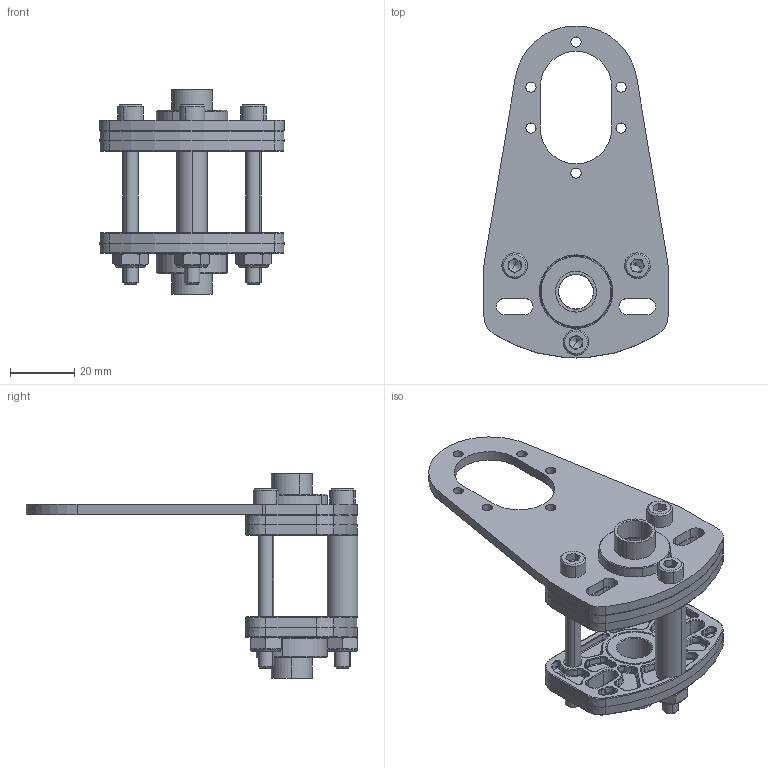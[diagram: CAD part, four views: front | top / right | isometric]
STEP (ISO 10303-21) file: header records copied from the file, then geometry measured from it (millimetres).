
FILE_DESCRIPTION (( 'STEP AP214' ), '1' );
FILE_NAME ('am-5031_1 Robits Single Motor Drop Gearbox (Fixed Fasteners).STEP', '2023-08-03T14:52:27', ( '' ), ( '' ), 'SwSTEP 2.0', 'SolidWorks 2022', '' );
FILE_SCHEMA (( 'AUTOMOTIVE_DESIGN' ));
Length unit declared in the file: inch
Products named in the file (8): am-1696 0.194 ID 0.375 OD 1.000 Long Nylon Spacer; am-5021 RoBits Bushing for 0.375IN Hex; am-5031_1 Robits Single Motor Drop Gearbox (Fixed Fasteners); am-5019 RoBits Drop Mount; am-5018_1 RoBits Drop Gearbox Single Mount; 10-32 nylock thin nut - Mcm 90633A009_90633A009; am-1698 0.430 ID 0.500 OD 0.250 Long Aluminum Spacer; 10-32x2000_shcs_HX-SHCS 0.19-32x1.375x1-C
Assembly tree (14 placements, depth 2):
  am-5031_1 Robits Single Motor Drop Gearbox (Fixed Fasteners)
    am-5018_1 RoBits Drop Gearbox Single Mount
    am-5019 RoBits Drop Mount  x2
    am-5021 RoBits Bushing for 0.375IN Hex  x2
    10-32x2000_shcs_HX-SHCS 0.19-32x1.375x1-C  x3
    10-32 nylock thin nut - Mcm 90633A009_90633A009  x3
    am-1696 0.194 ID 0.375 OD 1.000 Long Nylon Spacer
    am-1698 0.430 ID 0.500 OD 0.250 Long Aluminum Spacer  x2
Bounding box: 57.15 x 103.01 x 63.5 mm (x, y, z)
Volume: 33964.1 mm3; surface area: 31800.1 mm2
Topology: 17 solids, 17 shells, 2126 faces, 4813 edges, 2777 vertices
Faces by surface type: torus 860, cone 555, cylinder 422, plane 289
Entity records: 30354 total; most frequent: DIRECTION 5996, CARTESIAN_POINT 5502, ORIENTED_EDGE 4720, AXIS2_PLACEMENT_3D 2646, EDGE_CURVE 2360, CIRCLE 1594, VERTEX_POINT 1370, EDGE_LOOP 1112
